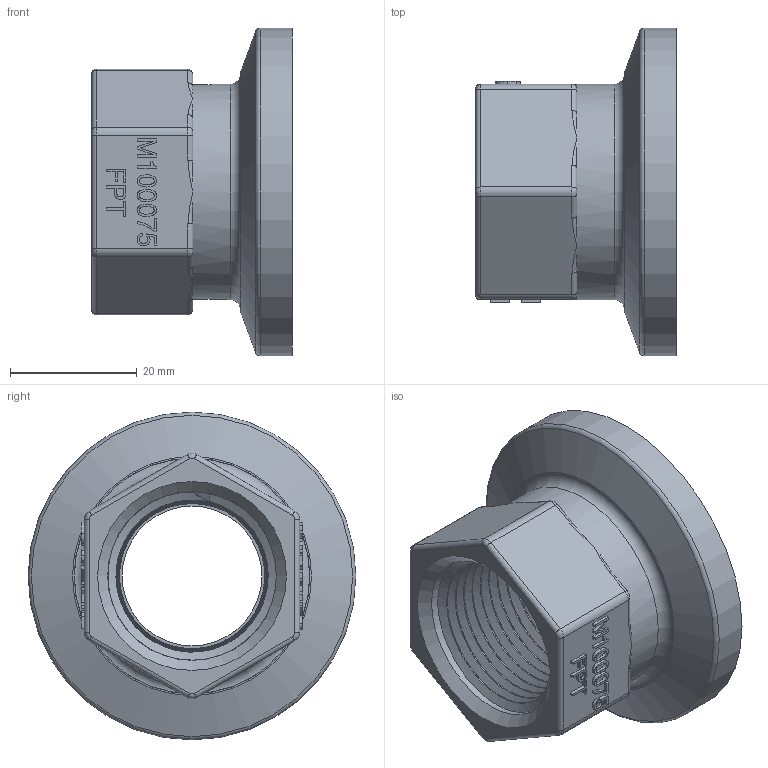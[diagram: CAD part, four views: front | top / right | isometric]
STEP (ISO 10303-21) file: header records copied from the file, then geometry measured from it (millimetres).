
FILE_DESCRIPTION(/* description */ ('3/4" Female NPT X 1" Manifold Flange'),/* implementation_level */ '2;1');
FILE_NAME(/* name */ 'M100075FPT.stp',/* time_stamp */ '2016-10-17T15:29:59-04:00',/* author */ ('DCT'),/* organization */ (''),/* preprocessor_version */ 'ST-DEVELOPER v16.5',/* originating_system */ 'Autodesk Inventor 2017',/* authorisation */ '');
FILE_SCHEMA (('AUTOMOTIVE_DESIGN { 1 0 10303 214 3 1 1 }'));
Length unit declared in the file: inch
Products named in the file (2): M100075FPT; M100075FPTU
Assembly tree (1 placements, depth 2):
  M100075FPT
    M100075FPTU
Bounding box: 31.75 x 51.82 x 51.82 mm (x, y, z)
Volume: 22994.4 mm3; surface area: 10797 mm2
Topology: 1 solids, 1 shells, 291 faces, 749 edges, 474 vertices
Faces by surface type: plane 134, bspline 109, cylinder 30, cone 14, torus 3, sphere 1
Full cylindrical faces by diameter (mm): 22.098 x1, 34.036 x1, 35.052 x1, 51.816 x1
Entity records: 11607 total; most frequent: CARTESIAN_POINT 5491, ORIENTED_EDGE 1388, DIRECTION 963, EDGE_CURVE 694, VERTEX_POINT 452, LINE 411, VECTOR 411, EDGE_LOOP 318
